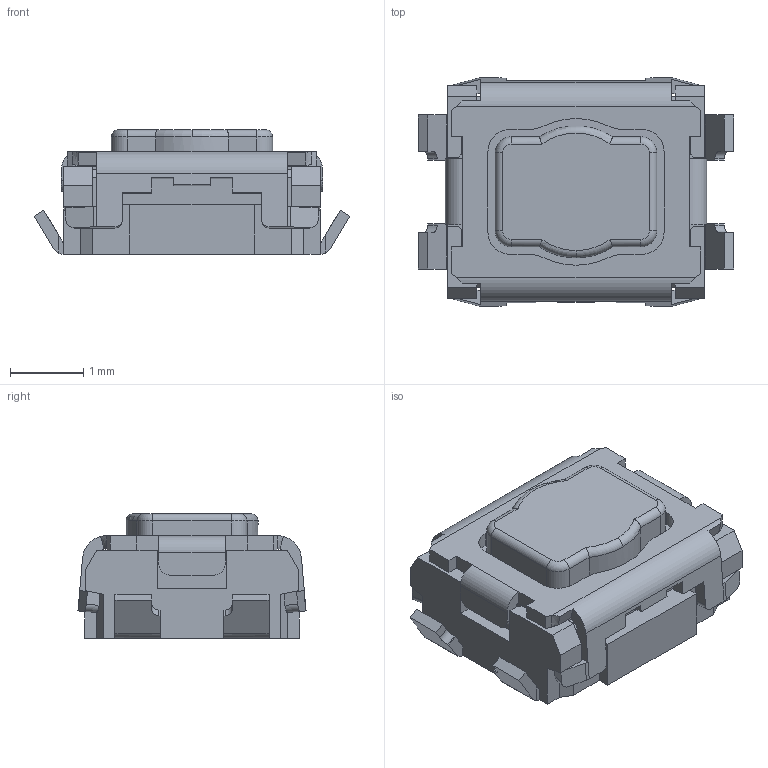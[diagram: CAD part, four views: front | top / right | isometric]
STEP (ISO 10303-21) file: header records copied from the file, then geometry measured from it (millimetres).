
FILE_DESCRIPTION(/* description */ (''),/* implementation_level */ '2;1');
FILE_NAME(/* name */ 'EVPAA.step',/* time_stamp */ '2021-09-01T18:04:08-03:00',/* author */ (''),/* organization */ (''),/* preprocessor_version */ 'ST-DEVELOPER v18.1',/* originating_system */ 'Autodesk Translation Framework v10.10.0.1391',/* authorisation */ '');
FILE_SCHEMA (('AUTOMOTIVE_DESIGN { 1 0 10303 214 3 1 1 }'));
Length unit declared in the file: millimetre
Products named in the file (1): EVPAA-002K_202K_402W_602W_802Q
Bounding box: 4.3 x 3.11 x 1.7 mm (x, y, z)
Volume: 14.2 mm3; surface area: 73.6 mm2
Topology: 7 solids, 7 shells, 306 faces, 833 edges, 546 vertices
Faces by surface type: plane 227, cylinder 68, torus 7, bspline 4
Full cylindrical faces by diameter (mm): 0.4 x2
Entity records: 9727 total; most frequent: CARTESIAN_POINT 1874, ORIENTED_EDGE 1666, DIRECTION 1552, EDGE_CURVE 833, LINE 680, VECTOR 680, VERTEX_POINT 546, AXIS2_PLACEMENT_3D 436
